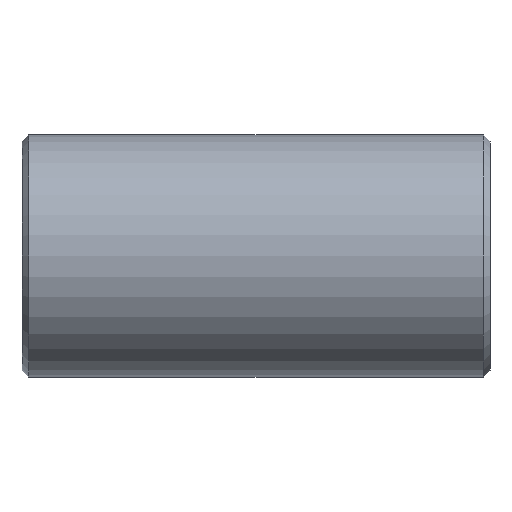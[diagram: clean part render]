
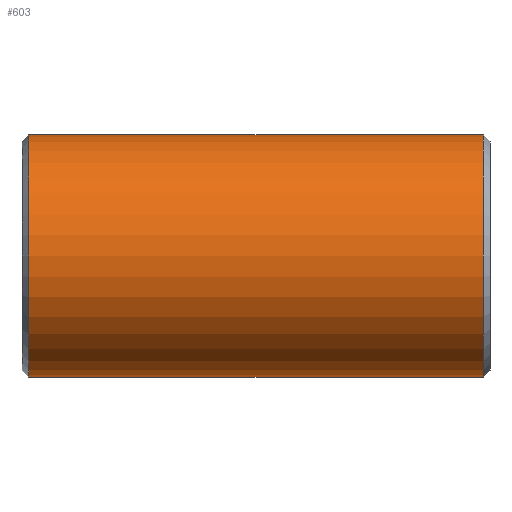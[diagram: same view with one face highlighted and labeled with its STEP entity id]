
A CAD part, front view. The second image highlights one B-rep face of the part: STEP entity #603.
In plain terms, the highlighted cylindrical face has radius 44.45 mm (diameter 88.9 mm), a partial arc.
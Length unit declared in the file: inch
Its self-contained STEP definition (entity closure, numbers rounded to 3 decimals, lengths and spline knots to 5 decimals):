
#5 = CIRCLE ( 'NONE', #405, 1.75 ) ;
#18 = CARTESIAN_POINT ( 'NONE',  ( 3.28, 0., 0. ) ) ;
#53 = DIRECTION ( 'NONE',  ( 0., 0., 1. ) ) ;
#66 = CARTESIAN_POINT ( 'NONE',  ( 3.38, 0., 1.75 ) ) ;
#106 = EDGE_CURVE ( 'NONE', #214, #482, #757, .T. ) ;
#116 = CARTESIAN_POINT ( 'NONE',  ( 3.38, 0., 0. ) ) ;
#176 = VERTEX_POINT ( 'NONE', #443 ) ;
#192 = CARTESIAN_POINT ( 'NONE',  ( 3.28, 0., 1.75 ) ) ;
#214 = VERTEX_POINT ( 'NONE', #192 ) ;
#258 = VECTOR ( 'NONE', #314, 39.37008 ) ;
#275 = ORIENTED_EDGE ( 'NONE', *, *, #397, .F. ) ;
#307 = DIRECTION ( 'NONE',  ( -1., 0., 0. ) ) ;
#309 = AXIS2_PLACEMENT_3D ( 'NONE', #116, #307, #53 ) ;
#314 = DIRECTION ( 'NONE',  ( -1., 0., 0. ) ) ;
#316 = CARTESIAN_POINT ( 'NONE',  ( 3.28, 0., -1.75 ) ) ;
#324 = FACE_OUTER_BOUND ( 'NONE', #622, .T. ) ;
#345 = DIRECTION ( 'NONE',  ( 1., 0., 0. ) ) ;
#384 = AXIS2_PLACEMENT_3D ( 'NONE', #18, #728, #451 ) ;
#394 = DIRECTION ( 'NONE',  ( -1., 0., 0. ) ) ;
#397 = EDGE_CURVE ( 'NONE', #740, #176, #802, .T. ) ;
#405 = AXIS2_PLACEMENT_3D ( 'NONE', #742, #345, #805 ) ;
#424 = ORIENTED_EDGE ( 'NONE', *, *, #483, .T. ) ;
#443 = CARTESIAN_POINT ( 'NONE',  ( -3.28, 0., -1.75 ) ) ;
#451 = DIRECTION ( 'NONE',  ( 0., 0., -1. ) ) ;
#461 = CARTESIAN_POINT ( 'NONE',  ( 3.38, 0., -1.75 ) ) ;
#467 = ORIENTED_EDGE ( 'NONE', *, *, #106, .T. ) ;
#475 = ORIENTED_EDGE ( 'NONE', *, *, #623, .T. ) ;
#482 = VERTEX_POINT ( 'NONE', #675 ) ;
#483 = EDGE_CURVE ( 'NONE', #482, #176, #5, .T. ) ;
#557 = VECTOR ( 'NONE', #394, 39.37008 ) ;
#576 = CYLINDRICAL_SURFACE ( 'NONE', #309, 1.75 ) ;
#603 = ADVANCED_FACE ( 'NONE', ( #324 ), #576, .T. ) ;
#622 = EDGE_LOOP ( 'NONE', ( #275, #475, #467, #424 ) ) ;
#623 = EDGE_CURVE ( 'NONE', #740, #214, #783, .T. ) ;
#675 = CARTESIAN_POINT ( 'NONE',  ( -3.28, 0., 1.75 ) ) ;
#728 = DIRECTION ( 'NONE',  ( -1., 0., 0. ) ) ;
#740 = VERTEX_POINT ( 'NONE', #316 ) ;
#742 = CARTESIAN_POINT ( 'NONE',  ( -3.28, 0., 0. ) ) ;
#757 = LINE ( 'NONE', #66, #258 ) ;
#783 = CIRCLE ( 'NONE', #384, 1.75 ) ;
#802 = LINE ( 'NONE', #461, #557 ) ;
#805 = DIRECTION ( 'NONE',  ( 0., 0., 1. ) ) ;
